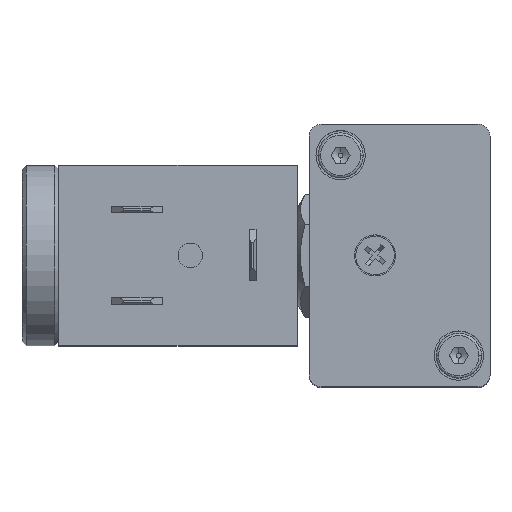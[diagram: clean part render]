
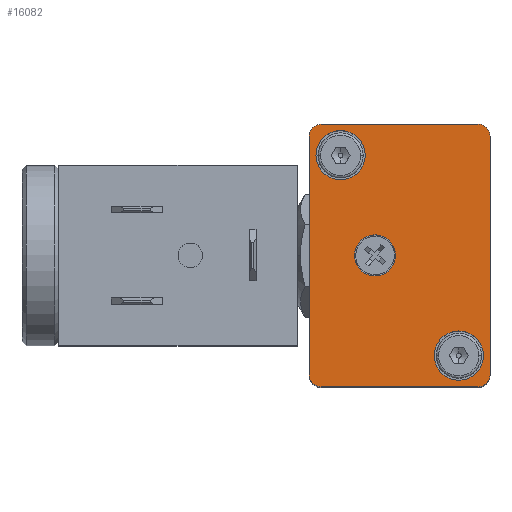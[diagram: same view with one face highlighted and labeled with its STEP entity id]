
A CAD part, top view. The second image highlights one B-rep face of the part: STEP entity #16082.
In plain terms, the highlighted planar face has unit normal (0, 0, 1).
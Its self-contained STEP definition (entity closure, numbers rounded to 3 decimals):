
#12512=CARTESIAN_POINT('',(-2.5,7.75,16.));
#12513=VERTEX_POINT('',#12512);
#12529=CARTESIAN_POINT('',(-7.5,7.75,16.));
#12530=VERTEX_POINT('',#12529);
#12537=CARTESIAN_POINT('',(-5.0,7.75,16.));
#12538=DIRECTION('',(0.0,0.0,-1.0));
#12539=DIRECTION('',(1.0,0.0,0.0));
#12540=AXIS2_PLACEMENT_3D('',#12537,#12538,#12539);
#12541=CIRCLE('',#12540,2.5);
#12542=EDGE_CURVE('',#12513,#12530,#12541,.T.);
#12955=CARTESIAN_POINT('',(-14.2,-2.45,16.));
#12956=VERTEX_POINT('',#12955);
#12972=CARTESIAN_POINT('',(-20.2,-2.45,16.));
#12973=VERTEX_POINT('',#12972);
#12980=CARTESIAN_POINT('',(-17.2,-2.45,16.));
#12981=DIRECTION('',(0.0,0.0,-1.0));
#12982=DIRECTION('',(1.0,0.0,0.0));
#12983=AXIS2_PLACEMENT_3D('',#12980,#12981,#12982);
#12984=CIRCLE('',#12983,3.0);
#12985=EDGE_CURVE('',#12956,#12973,#12984,.T.);
#12997=CARTESIAN_POINT('',(10.2,11.95,16.));
#12998=VERTEX_POINT('',#12997);
#13014=CARTESIAN_POINT('',(4.2,11.95,16.));
#13015=VERTEX_POINT('',#13014);
#13022=CARTESIAN_POINT('',(7.2,11.95,16.));
#13023=DIRECTION('',(0.0,0.0,-1.0));
#13024=DIRECTION('',(1.0,0.0,0.0));
#13025=AXIS2_PLACEMENT_3D('',#13022,#13023,#13024);
#13026=CIRCLE('',#13025,3.0);
#13027=EDGE_CURVE('',#12998,#13015,#13026,.T.);
#13735=CARTESIAN_POINT('',(-20.561,-5.811,16.));
#13736=VERTEX_POINT('',#13735);
#13745=CARTESIAN_POINT('',(-21.0,-4.75,16.));
#13746=VERTEX_POINT('',#13745);
#13747=CARTESIAN_POINT('',(-19.5,-4.75,16.));
#13748=DIRECTION('',(0.0,0.0,-1.));
#13749=DIRECTION('',(-0.707,-0.707,0.0));
#13750=AXIS2_PLACEMENT_3D('',#13747,#13748,#13749);
#13751=CIRCLE('',#13750,1.5);
#13752=EDGE_CURVE('',#13736,#13746,#13751,.T.);
#13777=CARTESIAN_POINT('',(-20.561,15.311,16.));
#13778=VERTEX_POINT('',#13777);
#13787=CARTESIAN_POINT('',(-19.5,15.75,16.));
#13788=VERTEX_POINT('',#13787);
#13789=CARTESIAN_POINT('',(-19.5,14.25,16.));
#13790=DIRECTION('',(0.0,0.0,-1.));
#13791=DIRECTION('',(-0.707,0.707,0.0));
#13792=AXIS2_PLACEMENT_3D('',#13789,#13790,#13791);
#13793=CIRCLE('',#13792,1.5);
#13794=EDGE_CURVE('',#13778,#13788,#13793,.T.);
#13821=CARTESIAN_POINT('',(10.561,15.311,16.0));
#13822=VERTEX_POINT('',#13821);
#13838=CARTESIAN_POINT('',(9.5,15.75,16.));
#13839=VERTEX_POINT('',#13838);
#13846=CARTESIAN_POINT('',(9.5,14.25,16.0));
#13847=DIRECTION('',(0.0,0.0,-1.));
#13848=DIRECTION('',(0.707,0.707,0.0));
#13849=AXIS2_PLACEMENT_3D('',#13846,#13847,#13848);
#13850=CIRCLE('',#13849,1.5);
#13851=EDGE_CURVE('',#13839,#13822,#13850,.T.);
#13863=CARTESIAN_POINT('',(10.561,-5.811,16.0));
#13864=VERTEX_POINT('',#13863);
#13880=CARTESIAN_POINT('',(11.0,-4.75,16.));
#13881=VERTEX_POINT('',#13880);
#13888=CARTESIAN_POINT('',(9.5,-4.75,16.0));
#13889=DIRECTION('',(0.0,0.0,-1.));
#13890=DIRECTION('',(0.707,-0.707,0.0));
#13891=AXIS2_PLACEMENT_3D('',#13888,#13889,#13890);
#13892=CIRCLE('',#13891,1.5);
#13893=EDGE_CURVE('',#13881,#13864,#13892,.T.);
#13904=CARTESIAN_POINT('',(9.5,-6.25,16.));
#13905=VERTEX_POINT('',#13904);
#13906=CARTESIAN_POINT('',(9.5,-4.75,16.0));
#13907=DIRECTION('',(0.0,0.0,-1.));
#13908=DIRECTION('',(0.707,-0.707,0.0));
#13909=AXIS2_PLACEMENT_3D('',#13906,#13907,#13908);
#13910=CIRCLE('',#13909,1.5);
#13911=EDGE_CURVE('',#13864,#13905,#13910,.T.);
#13945=CARTESIAN_POINT('',(11.0,14.25,16.));
#13946=VERTEX_POINT('',#13945);
#13953=CARTESIAN_POINT('',(11.0,-4.75,16.));
#13954=DIRECTION('',(0.0,1.0,0.0));
#13955=VECTOR('',#13954,19.0);
#13956=LINE('',#13953,#13955);
#13957=EDGE_CURVE('',#13881,#13946,#13956,.T.);
#14025=CARTESIAN_POINT('',(9.5,14.25,16.0));
#14026=DIRECTION('',(0.0,0.0,-1.));
#14027=DIRECTION('',(0.707,0.707,0.0));
#14028=AXIS2_PLACEMENT_3D('',#14025,#14026,#14027);
#14029=CIRCLE('',#14028,1.5);
#14030=EDGE_CURVE('',#13822,#13946,#14029,.T.);
#14045=CARTESIAN_POINT('',(9.5,15.75,16.));
#14046=DIRECTION('',(-1.0,0.0,0.0));
#14047=VECTOR('',#14046,29.0);
#14048=LINE('',#14045,#14047);
#14049=EDGE_CURVE('',#13839,#13788,#14048,.T.);
#14080=CARTESIAN_POINT('',(-21.0,14.25,16.));
#14081=VERTEX_POINT('',#14080);
#14088=CARTESIAN_POINT('',(-19.5,14.25,16.));
#14089=DIRECTION('',(0.0,0.0,-1.));
#14090=DIRECTION('',(-0.707,0.707,0.0));
#14091=AXIS2_PLACEMENT_3D('',#14088,#14089,#14090);
#14092=CIRCLE('',#14091,1.5);
#14093=EDGE_CURVE('',#14081,#13778,#14092,.T.);
#14106=CARTESIAN_POINT('',(-21.0,-4.75,16.));
#14107=DIRECTION('',(0.0,1.0,0.0));
#14108=VECTOR('',#14107,19.0);
#14109=LINE('',#14106,#14108);
#14110=EDGE_CURVE('',#13746,#14081,#14109,.T.);
#14122=CARTESIAN_POINT('',(-19.5,-6.25,16.));
#14123=VERTEX_POINT('',#14122);
#14130=CARTESIAN_POINT('',(-19.5,-4.75,16.));
#14131=DIRECTION('',(0.0,0.0,-1.));
#14132=DIRECTION('',(-0.707,-0.707,0.0));
#14133=AXIS2_PLACEMENT_3D('',#14130,#14131,#14132);
#14134=CIRCLE('',#14133,1.5);
#14135=EDGE_CURVE('',#14123,#13736,#14134,.T.);
#15510=CARTESIAN_POINT('',(7.2,11.95,16.));
#15511=DIRECTION('',(0.0,0.0,-1.0));
#15512=DIRECTION('',(1.0,0.0,0.0));
#15513=AXIS2_PLACEMENT_3D('',#15510,#15511,#15512);
#15514=CIRCLE('',#15513,3.0);
#15515=EDGE_CURVE('',#13015,#12998,#15514,.T.);
#15548=CARTESIAN_POINT('',(-17.2,-2.45,16.));
#15549=DIRECTION('',(0.0,0.0,-1.0));
#15550=DIRECTION('',(1.0,0.0,0.0));
#15551=AXIS2_PLACEMENT_3D('',#15548,#15549,#15550);
#15552=CIRCLE('',#15551,3.0);
#15553=EDGE_CURVE('',#12973,#12956,#15552,.T.);
#16014=CARTESIAN_POINT('',(-5.0,7.75,16.));
#16015=DIRECTION('',(0.0,0.0,-1.0));
#16016=DIRECTION('',(1.0,0.0,0.0));
#16017=AXIS2_PLACEMENT_3D('',#16014,#16015,#16016);
#16018=CIRCLE('',#16017,2.5);
#16019=EDGE_CURVE('',#12530,#12513,#16018,.T.);
#16046=CARTESIAN_POINT('',(11.0,-6.25,16.));
#16047=DIRECTION('',(0.0,0.0,1.0));
#16048=DIRECTION('',(1.0,0.0,0.0));
#16049=AXIS2_PLACEMENT_3D('',#16046,#16047,#16048);
#16050=PLANE('',#16049);
#16051=ORIENTED_EDGE('',*,*,#13893,.F.);
#16052=ORIENTED_EDGE('',*,*,#13957,.T.);
#16053=ORIENTED_EDGE('',*,*,#14030,.F.);
#16054=ORIENTED_EDGE('',*,*,#13851,.F.);
#16055=ORIENTED_EDGE('',*,*,#14049,.T.);
#16056=ORIENTED_EDGE('',*,*,#13794,.F.);
#16057=ORIENTED_EDGE('',*,*,#14093,.F.);
#16058=ORIENTED_EDGE('',*,*,#14110,.F.);
#16059=ORIENTED_EDGE('',*,*,#13752,.F.);
#16060=ORIENTED_EDGE('',*,*,#14135,.F.);
#16061=CARTESIAN_POINT('',(9.5,-6.25,16.));
#16062=DIRECTION('',(-1.0,0.0,0.0));
#16063=VECTOR('',#16062,29.0);
#16064=LINE('',#16061,#16063);
#16065=EDGE_CURVE('',#13905,#14123,#16064,.T.);
#16066=ORIENTED_EDGE('',*,*,#16065,.F.);
#16067=ORIENTED_EDGE('',*,*,#13911,.F.);
#16068=EDGE_LOOP('',(#16051,#16052,#16053,#16054,#16055,#16056,#16057,#16058,#16059,#16060,#16066,#16067));
#16069=FACE_OUTER_BOUND('',#16068,.T.);
#16070=ORIENTED_EDGE('',*,*,#13027,.T.);
#16071=ORIENTED_EDGE('',*,*,#15515,.T.);
#16072=EDGE_LOOP('',(#16070,#16071));
#16073=FACE_BOUND('',#16072,.T.);
#16074=ORIENTED_EDGE('',*,*,#12985,.T.);
#16075=ORIENTED_EDGE('',*,*,#15553,.T.);
#16076=EDGE_LOOP('',(#16074,#16075));
#16077=FACE_BOUND('',#16076,.T.);
#16078=ORIENTED_EDGE('',*,*,#12542,.T.);
#16079=ORIENTED_EDGE('',*,*,#16019,.T.);
#16080=EDGE_LOOP('',(#16078,#16079));
#16081=FACE_BOUND('',#16080,.T.);
#16082=ADVANCED_FACE('',(#16069,#16073,#16077,#16081),#16050,.T.);
